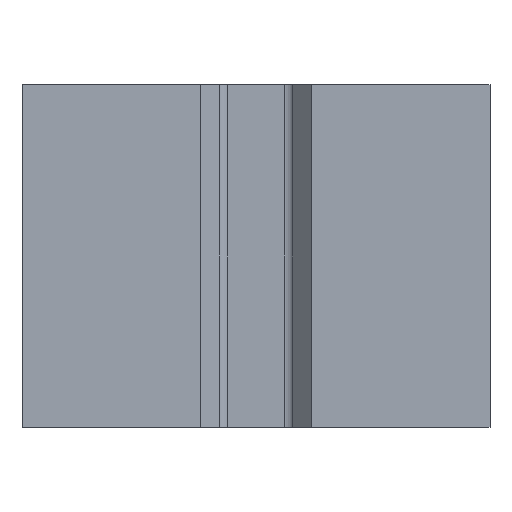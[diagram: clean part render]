
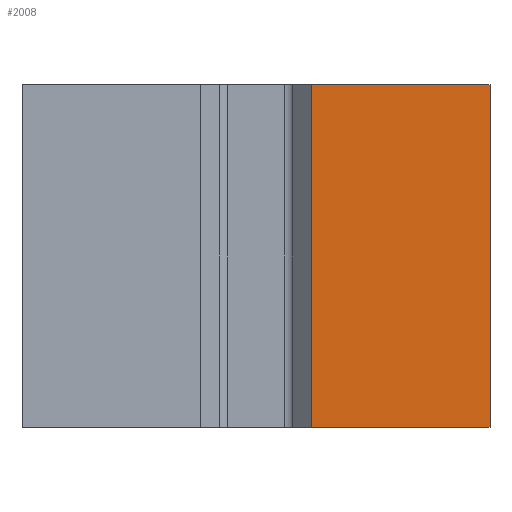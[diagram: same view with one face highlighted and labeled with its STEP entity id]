
A CAD part, front view. The second image highlights one B-rep face of the part: STEP entity #2008.
In plain terms, the highlighted planar face has unit normal (0, -1, 0).
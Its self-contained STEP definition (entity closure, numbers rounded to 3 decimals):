
#1952=CARTESIAN_POINT('',(17.374,-34.881,25.4));
#1953=VERTEX_POINT('',#1952);
#1960=CARTESIAN_POINT('',(17.374,-34.881,0.0));
#1961=VERTEX_POINT('',#1960);
#1962=CARTESIAN_POINT('',(17.374,-34.881,0.0));
#1963=DIRECTION('',(0.0,0.0,1.0));
#1964=VECTOR('',#1963,25.4);
#1965=LINE('',#1962,#1964);
#1966=EDGE_CURVE('',#1961,#1953,#1965,.T.);
#1978=CARTESIAN_POINT('',(17.374,-34.881,0.0));
#1979=DIRECTION('',(0.0,-1.0,0.0));
#1980=DIRECTION('',(0.0,0.0,-1.0));
#1981=AXIS2_PLACEMENT_3D('',#1978,#1979,#1980);
#1982=PLANE('',#1981);
#1983=CARTESIAN_POINT('',(4.128,-34.881,25.4));
#1984=VERTEX_POINT('',#1983);
#1985=CARTESIAN_POINT('',(17.374,-34.881,25.4));
#1986=DIRECTION('',(-1.0,0.0,0.0));
#1987=VECTOR('',#1986,13.246);
#1988=LINE('',#1985,#1987);
#1989=EDGE_CURVE('',#1953,#1984,#1988,.T.);
#1990=ORIENTED_EDGE('',*,*,#1989,.T.);
#1991=CARTESIAN_POINT('',(4.128,-34.881,0.0));
#1992=VERTEX_POINT('',#1991);
#1993=CARTESIAN_POINT('',(4.128,-34.881,0.0));
#1994=DIRECTION('',(0.0,0.0,1.0));
#1995=VECTOR('',#1994,25.4);
#1996=LINE('',#1993,#1995);
#1997=EDGE_CURVE('',#1992,#1984,#1996,.T.);
#1998=ORIENTED_EDGE('',*,*,#1997,.F.);
#1999=CARTESIAN_POINT('',(4.128,-34.881,0.0));
#2000=DIRECTION('',(1.0,0.0,0.0));
#2001=VECTOR('',#2000,13.246);
#2002=LINE('',#1999,#2001);
#2003=EDGE_CURVE('',#1992,#1961,#2002,.T.);
#2004=ORIENTED_EDGE('',*,*,#2003,.T.);
#2005=ORIENTED_EDGE('',*,*,#1966,.T.);
#2006=EDGE_LOOP('',(#1990,#1998,#2004,#2005));
#2007=FACE_OUTER_BOUND('',#2006,.T.);
#2008=ADVANCED_FACE('',(#2007),#1982,.T.);
